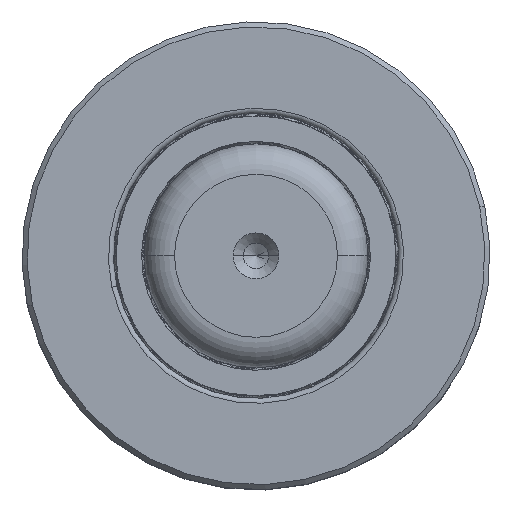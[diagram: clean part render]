
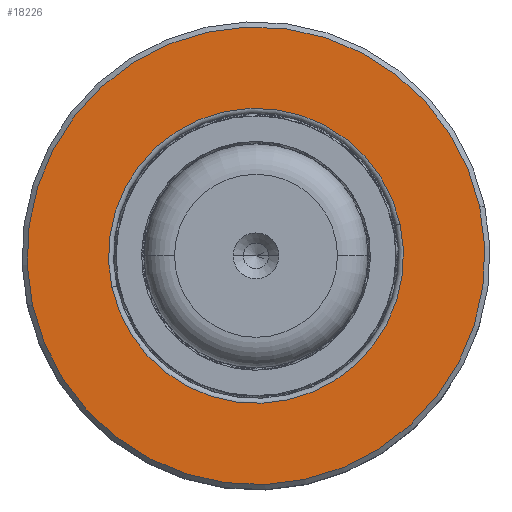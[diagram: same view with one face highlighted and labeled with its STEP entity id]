
A CAD part, top view. The second image highlights one B-rep face of the part: STEP entity #18226.
In plain terms, the highlighted face is planar.
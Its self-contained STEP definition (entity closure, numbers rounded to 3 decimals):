
#308 = EDGE_CURVE ( 'NONE', #23060, #30085, #27554, .T. ) ;
#790 = DIRECTION ( 'NONE',  ( 0., -1., 0. ) ) ;
#1357 = DIRECTION ( 'NONE',  ( 0., 0., 1. ) ) ;
#3217 = ORIENTED_EDGE ( 'NONE', *, *, #37267, .F. ) ;
#3243 = CARTESIAN_POINT ( 'NONE',  ( 0., 10.687, 0. ) ) ;
#5115 = DIRECTION ( 'NONE',  ( 0., -1., 0. ) ) ;
#6072 = CARTESIAN_POINT ( 'NONE',  ( 0., 10.687, -22.5 ) ) ;
#6661 = CIRCLE ( 'NONE', #18554, 22.5 ) ;
#7486 = AXIS2_PLACEMENT_3D ( 'NONE', #3243, #23876, #11709 ) ;
#7666 = CARTESIAN_POINT ( 'NONE',  ( 0., 10.687, 14.5 ) ) ;
#8656 = ORIENTED_EDGE ( 'NONE', *, *, #37549, .T. ) ;
#11508 = FACE_OUTER_BOUND ( 'NONE', #32048, .T. ) ;
#11709 = DIRECTION ( 'NONE',  ( 0., 0., -1. ) ) ;
#13722 = DIRECTION ( 'NONE',  ( 0., 0., -1. ) ) ;
#16567 = VERTEX_POINT ( 'NONE', #7666 ) ;
#16654 = CARTESIAN_POINT ( 'NONE',  ( 0., 10.687, -14.5 ) ) ;
#16723 = CIRCLE ( 'NONE', #23720, 14.5 ) ;
#16782 = AXIS2_PLACEMENT_3D ( 'NONE', #27660, #21198, #27782 ) ;
#18226 = ADVANCED_FACE ( 'NONE', ( #33517, #11508 ), #31108, .T. ) ;
#18554 = AXIS2_PLACEMENT_3D ( 'NONE', #27333, #790, #33251 ) ;
#19028 = CARTESIAN_POINT ( 'NONE',  ( 22.5, 10.687, 0. ) ) ;
#21198 = DIRECTION ( 'NONE',  ( 0., -1., 0. ) ) ;
#21741 = ORIENTED_EDGE ( 'NONE', *, *, #36244, .T. ) ;
#22164 = CARTESIAN_POINT ( 'NONE',  ( 0., 10.687, 0. ) ) ;
#22805 = EDGE_LOOP ( 'NONE', ( #8656, #21741 ) ) ;
#23060 = VERTEX_POINT ( 'NONE', #6072 ) ;
#23720 = AXIS2_PLACEMENT_3D ( 'NONE', #22164, #5115, #13722 ) ;
#23876 = DIRECTION ( 'NONE',  ( 0., -1., 0. ) ) ;
#25534 = ORIENTED_EDGE ( 'NONE', *, *, #308, .F. ) ;
#25804 = CIRCLE ( 'NONE', #7486, 14.5 ) ;
#27333 = CARTESIAN_POINT ( 'NONE',  ( 0., 10.687, 0. ) ) ;
#27554 = CIRCLE ( 'NONE', #16782, 22.5 ) ;
#27660 = CARTESIAN_POINT ( 'NONE',  ( 0., 10.687, 0. ) ) ;
#27782 = DIRECTION ( 'NONE',  ( 0., 0., -1. ) ) ;
#27810 = AXIS2_PLACEMENT_3D ( 'NONE', #19028, #33686, #1357 ) ;
#30085 = VERTEX_POINT ( 'NONE', #32954 ) ;
#30640 = VERTEX_POINT ( 'NONE', #16654 ) ;
#31108 = PLANE ( 'NONE',  #27810 ) ;
#32048 = EDGE_LOOP ( 'NONE', ( #25534, #3217 ) ) ;
#32954 = CARTESIAN_POINT ( 'NONE',  ( 0., 10.687, 22.5 ) ) ;
#33251 = DIRECTION ( 'NONE',  ( 0., 0., -1. ) ) ;
#33517 = FACE_BOUND ( 'NONE', #22805, .T. ) ;
#33686 = DIRECTION ( 'NONE',  ( 0., 1., 0. ) ) ;
#36244 = EDGE_CURVE ( 'NONE', #16567, #30640, #25804, .T. ) ;
#37267 = EDGE_CURVE ( 'NONE', #30085, #23060, #6661, .T. ) ;
#37549 = EDGE_CURVE ( 'NONE', #30640, #16567, #16723, .T. ) ;
